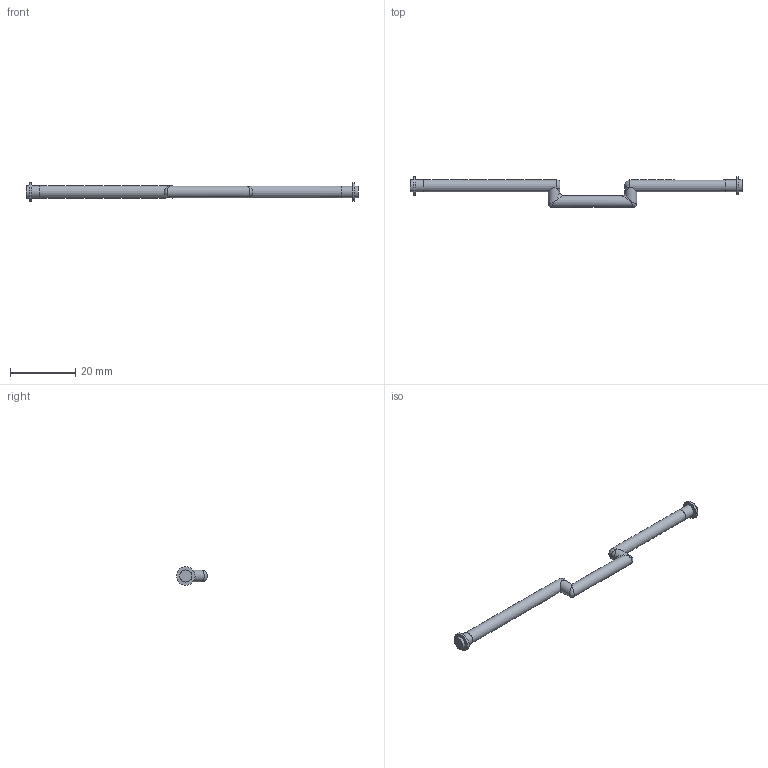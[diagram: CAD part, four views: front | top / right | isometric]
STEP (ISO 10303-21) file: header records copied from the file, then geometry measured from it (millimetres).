
FILE_DESCRIPTION(/* description */ (''),/* implementation_level */ '2;1');
FILE_NAME(/* name */ 'SAL_Coupler(Arm).step',/* time_stamp */ '2025-05-21T10:19:05-04:00',/* author */ (''),/* organization */ (''),/* preprocessor_version */ 'ST-DEVELOPER v20.1',/* originating_system */ 'Autodesk Translation Framework v14.10.0.0',/* authorisation */ '');
FILE_SCHEMA (('AUTOMOTIVE_DESIGN { 1 0 10303 214 3 1 1 }'));
Length unit declared in the file: millimetre
Products named in the file (1): FusionComponent
Bounding box: 102.15 x 9.5 x 5.7 mm (x, y, z)
Volume: 1204.7 mm3; surface area: 1372.3 mm2
Topology: 1 solids, 1 shells, 31 faces, 73 edges, 36 vertices
Faces by surface type: bspline 10, plane 10, cylinder 9, cone 2
Full cylindrical faces by diameter (mm): 3.6 x5, 3.7 x1, 3.8 x1, 5.6 x1, 5.7 x1
Entity records: 1524 total; most frequent: CARTESIAN_POINT 870, DIRECTION 129, ORIENTED_EDGE 122, EDGE_CURVE 61, AXIS2_PLACEMENT_3D 58, VERTEX_POINT 36, EDGE_LOOP 35, FACE_OUTER_BOUND 31
